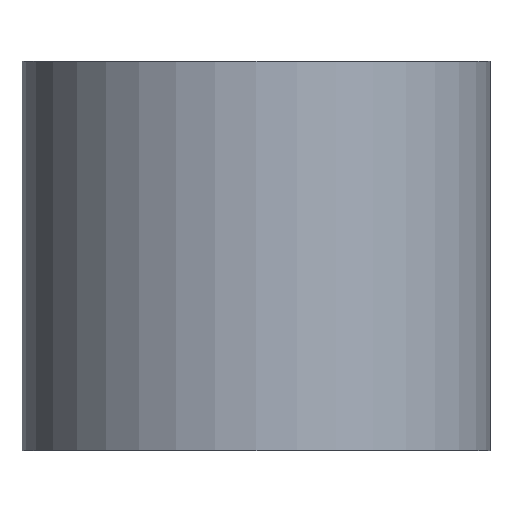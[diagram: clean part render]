
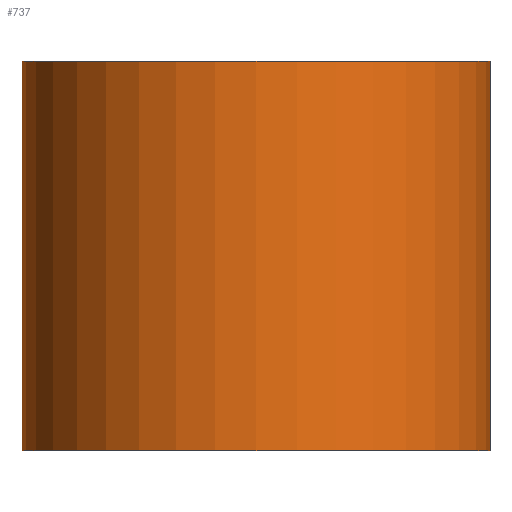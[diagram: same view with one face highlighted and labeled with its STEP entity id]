
A CAD part, front view. The second image highlights one B-rep face of the part: STEP entity #737.
In plain terms, the highlighted cylindrical face has radius 600 mm (diameter 1200 mm), a full revolution.
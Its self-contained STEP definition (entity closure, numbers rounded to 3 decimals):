
#99 = DIRECTION ( 'NONE',  ( 1., 0., 0. ) ) ;
#121 = AXIS2_PLACEMENT_3D ( 'NONE', #1331, #1233, #99 ) ;
#186 = FACE_OUTER_BOUND ( 'NONE', #1061, .T. ) ;
#197 = EDGE_CURVE ( 'NONE', #396, #396, #227, .T. ) ;
#227 = CIRCLE ( 'NONE', #830, 600. ) ;
#261 = VERTEX_POINT ( 'NONE', #1021 ) ;
#269 = DIRECTION ( 'NONE',  ( 0., 0., 1. ) ) ;
#396 = VERTEX_POINT ( 'NONE', #666 ) ;
#492 = EDGE_LOOP ( 'NONE', ( #1211 ) ) ;
#566 = CARTESIAN_POINT ( 'NONE',  ( 0., 0., 0. ) ) ;
#609 = AXIS2_PLACEMENT_3D ( 'NONE', #912, #269, #772 ) ;
#646 = FACE_OUTER_BOUND ( 'NONE', #492, .T. ) ;
#666 = CARTESIAN_POINT ( 'NONE',  ( 600., 0., 0. ) ) ;
#737 = ADVANCED_FACE ( 'NONE', ( #186, #646 ), #1127, .T. ) ;
#772 = DIRECTION ( 'NONE',  ( 1., 0., 0. ) ) ;
#830 = AXIS2_PLACEMENT_3D ( 'NONE', #566, #893, #1088 ) ;
#893 = DIRECTION ( 'NONE',  ( 0., 0., 1. ) ) ;
#912 = CARTESIAN_POINT ( 'NONE',  ( 0., 0., 1000. ) ) ;
#1021 = CARTESIAN_POINT ( 'NONE',  ( 600., 0., 1000. ) ) ;
#1061 = EDGE_LOOP ( 'NONE', ( #1308 ) ) ;
#1088 = DIRECTION ( 'NONE',  ( 1., 0., 0. ) ) ;
#1127 = CYLINDRICAL_SURFACE ( 'NONE', #121, 600. ) ;
#1211 = ORIENTED_EDGE ( 'NONE', *, *, #1291, .F. ) ;
#1233 = DIRECTION ( 'NONE',  ( 0., 0., 1. ) ) ;
#1291 = EDGE_CURVE ( 'NONE', #261, #261, #1306, .T. ) ;
#1306 = CIRCLE ( 'NONE', #609, 600. ) ;
#1308 = ORIENTED_EDGE ( 'NONE', *, *, #197, .T. ) ;
#1331 = CARTESIAN_POINT ( 'NONE',  ( 0., 0., 0. ) ) ;
